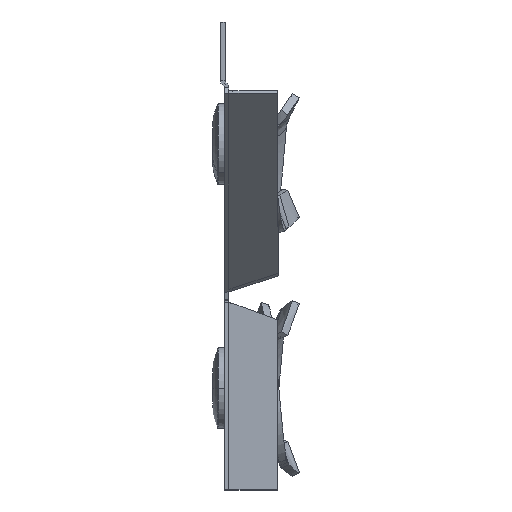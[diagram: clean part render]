
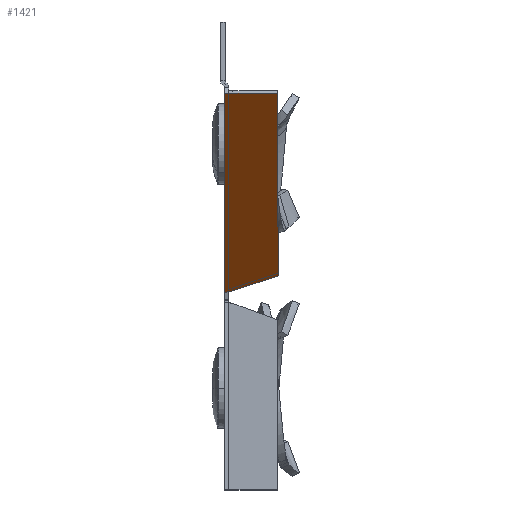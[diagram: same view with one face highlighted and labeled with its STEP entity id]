
A CAD part, left-side view. The second image highlights one B-rep face of the part: STEP entity #1421.
In plain terms, the highlighted planar face has unit normal (-0.706, 0, -0.708).
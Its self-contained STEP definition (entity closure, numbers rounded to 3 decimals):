
#62 = B_SPLINE_CURVE_WITH_KNOTS ( 'NONE', 3,
 ( #3159, #1816, #3667, #3182, #2722, #5195 ),
 .UNSPECIFIED., .F., .F.,
 ( 4, 2, 4 ),
 ( 0.001, 0.002, 0.003 ),
 .UNSPECIFIED. ) ;
#228 = EDGE_CURVE ( 'NONE', #4662, #865, #1881, .T. ) ;
#516 = CARTESIAN_POINT ( 'NONE',  ( -151.957, 0., -67.02 ) ) ;
#603 = CARTESIAN_POINT ( 'NONE',  ( -201.413, -0.324, -17.705 ) ) ;
#672 = EDGE_CURVE ( 'NONE', #3066, #2105, #3097, .T. ) ;
#780 = LINE ( 'NONE', #1516, #4179 ) ;
#865 = VERTEX_POINT ( 'NONE', #5345 ) ;
#967 = CARTESIAN_POINT ( 'NONE',  ( -201.414, -1.657, -17.704 ) ) ;
#1117 = EDGE_CURVE ( 'NONE', #2472, #865, #62, .T. ) ;
#1162 = CARTESIAN_POINT ( 'NONE',  ( -201.412, 0.199, -17.706 ) ) ;
#1220 = ORIENTED_EDGE ( 'NONE', *, *, #5676, .T. ) ;
#1312 = ORIENTED_EDGE ( 'NONE', *, *, #672, .T. ) ;
#1421 = ADVANCED_FACE ( 'NONE', ( #4965 ), #3469, .F. ) ;
#1458 = ORIENTED_EDGE ( 'NONE', *, *, #5359, .T. ) ;
#1516 = CARTESIAN_POINT ( 'NONE',  ( -156.411, -13.115, -62.578 ) ) ;
#1816 = CARTESIAN_POINT ( 'NONE',  ( -152.651, -1.672, -66.328 ) ) ;
#1881 = LINE ( 'NONE', #516, #5364 ) ;
#2083 = CARTESIAN_POINT ( 'NONE',  ( -201.413, 0., -17.705 ) ) ;
#2105 = VERTEX_POINT ( 'NONE', #5874 ) ;
#2126 = CARTESIAN_POINT ( 'NONE',  ( -152.728, -2., -66.252 ) ) ;
#2196 = CARTESIAN_POINT ( 'NONE',  ( -201.426, -13.024, -17.693 ) ) ;
#2472 = VERTEX_POINT ( 'NONE', #2126 ) ;
#2473 = VECTOR ( 'NONE', #2660, 1000. ) ;
#2484 = DIRECTION ( 'NONE',  ( 0.5, -0.708, -0.499 ) ) ;
#2660 = DIRECTION ( 'NONE',  ( -0.708, 0.001, 0.706 ) ) ;
#2701 = EDGE_LOOP ( 'NONE', ( #1458, #1220, #5663, #4193, #4054, #1312 ) ) ;
#2722 = CARTESIAN_POINT ( 'NONE',  ( -152.402, -0.338, -66.576 ) ) ;
#2867 = AXIS2_PLACEMENT_3D ( 'NONE', #4953, #5902, #2484 ) ;
#2869 = LINE ( 'NONE', #1162, #4815 ) ;
#2903 = DIRECTION ( 'NONE',  ( -0.3, -0.906, 0.299 ) ) ;
#2985 = EDGE_CURVE ( 'NONE', #2472, #3066, #780, .T. ) ;
#3066 = VERTEX_POINT ( 'NONE', #4870 ) ;
#3097 = LINE ( 'NONE', #2196, #2473 ) ;
#3159 = CARTESIAN_POINT ( 'NONE',  ( -152.728, -2., -66.252 ) ) ;
#3182 = CARTESIAN_POINT ( 'NONE',  ( -152.452, -0.674, -66.527 ) ) ;
#3469 = PLANE ( 'NONE',  #2867 ) ;
#3518 = CARTESIAN_POINT ( 'NONE',  ( -201.413, 0., -17.705 ) ) ;
#3667 = CARTESIAN_POINT ( 'NONE',  ( -152.576, -1.343, -66.403 ) ) ;
#3855 = CARTESIAN_POINT ( 'NONE',  ( -201.414, -2., -17.704 ) ) ;
#3914 = B_SPLINE_CURVE_WITH_KNOTS ( 'NONE', 3,
 ( #3855, #967, #4335, #5806, #5882, #603, #3518 ),
 .UNSPECIFIED., .F., .F.,
 ( 4, 3, 4 ),
 ( 0.001, 0.002, 0.003 ),
 .UNSPECIFIED. ) ;
#3954 = CARTESIAN_POINT ( 'NONE',  ( -201.414, -2., -17.704 ) ) ;
#4054 = ORIENTED_EDGE ( 'NONE', *, *, #2985, .T. ) ;
#4179 = VECTOR ( 'NONE', #2903, 1000. ) ;
#4193 = ORIENTED_EDGE ( 'NONE', *, *, #1117, .F. ) ;
#4335 = CARTESIAN_POINT ( 'NONE',  ( -201.414, -1.314, -17.704 ) ) ;
#4519 = DIRECTION ( 'NONE',  ( 0.001, 1., -0.001 ) ) ;
#4662 = VERTEX_POINT ( 'NONE', #2083 ) ;
#4815 = VECTOR ( 'NONE', #4519, 1000. ) ;
#4870 = CARTESIAN_POINT ( 'NONE',  ( -156.411, -13.115, -62.578 ) ) ;
#4910 = DIRECTION ( 'NONE',  ( 0.708, 0., -0.706 ) ) ;
#4953 = CARTESIAN_POINT ( 'NONE',  ( -151.957, -69.841, -67.02 ) ) ;
#4965 = FACE_OUTER_BOUND ( 'NONE', #2701, .T. ) ;
#5162 = VERTEX_POINT ( 'NONE', #3954 ) ;
#5195 = CARTESIAN_POINT ( 'NONE',  ( -152.363, 0., -66.615 ) ) ;
#5345 = CARTESIAN_POINT ( 'NONE',  ( -152.363, 0., -66.615 ) ) ;
#5359 = EDGE_CURVE ( 'NONE', #2105, #5162, #2869, .T. ) ;
#5364 = VECTOR ( 'NONE', #4910, 1000. ) ;
#5663 = ORIENTED_EDGE ( 'NONE', *, *, #228, .T. ) ;
#5676 = EDGE_CURVE ( 'NONE', #5162, #4662, #3914, .T. ) ;
#5806 = CARTESIAN_POINT ( 'NONE',  ( -201.414, -0.971, -17.705 ) ) ;
#5874 = CARTESIAN_POINT ( 'NONE',  ( -201.426, -13.024, -17.693 ) ) ;
#5882 = CARTESIAN_POINT ( 'NONE',  ( -201.414, -0.647, -17.705 ) ) ;
#5902 = DIRECTION ( 'NONE',  ( 0.706, 0., 0.708 ) ) ;
